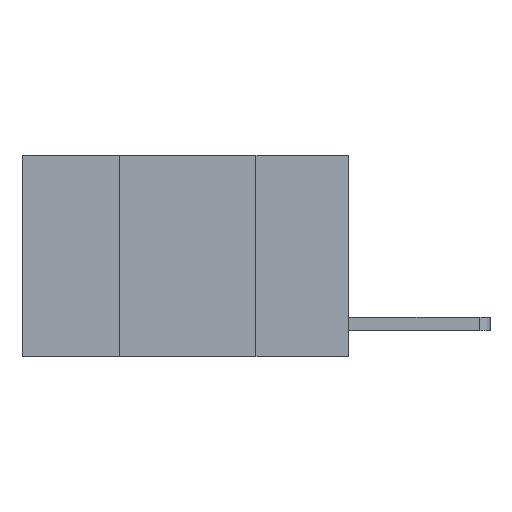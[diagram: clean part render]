
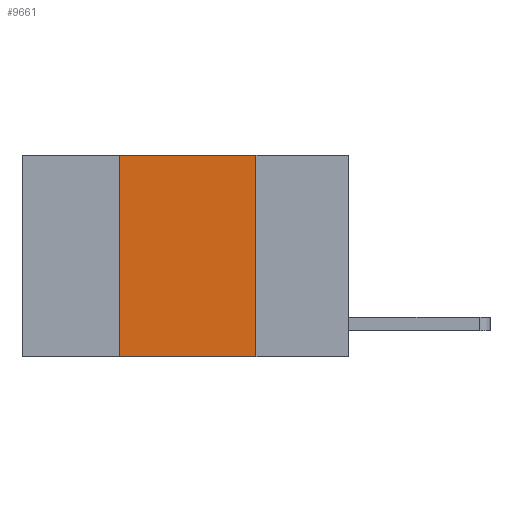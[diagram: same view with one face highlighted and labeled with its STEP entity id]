
A CAD part, left-side view. The second image highlights one B-rep face of the part: STEP entity #9661.
In plain terms, the highlighted planar face has unit normal (-1, 0, 0).
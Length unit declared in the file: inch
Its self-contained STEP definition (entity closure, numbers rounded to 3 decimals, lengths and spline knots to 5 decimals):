
#15 = EDGE_CURVE ( 'NONE', #6287, #91, #8161, .T. ) ;
#91 = VERTEX_POINT ( 'NONE', #7383 ) ;
#683 = VECTOR ( 'NONE', #6001, 39.37008 ) ;
#746 = FACE_OUTER_BOUND ( 'NONE', #6908, .T. ) ;
#1131 = AXIS2_PLACEMENT_3D ( 'NONE', #2856, #4556, #10368 ) ;
#1171 = PLANE ( 'NONE',  #1131 ) ;
#1380 = DIRECTION ( 'NONE',  ( 0., 0., 1. ) ) ;
#1629 = EDGE_CURVE ( 'NONE', #91, #6910, #2943, .T. ) ;
#1710 = CARTESIAN_POINT ( 'NONE',  ( 0., 0.17, 0. ) ) ;
#1780 = CARTESIAN_POINT ( 'NONE',  ( 0., 0.6, 0. ) ) ;
#2788 = LINE ( 'NONE', #3233, #4517 ) ;
#2825 = CARTESIAN_POINT ( 'NONE',  ( 0., 0.42, -0.37 ) ) ;
#2856 = CARTESIAN_POINT ( 'NONE',  ( 0., 0.6, 0. ) ) ;
#2943 = LINE ( 'NONE', #1780, #683 ) ;
#3233 = CARTESIAN_POINT ( 'NONE',  ( 0., 0.6, -0.37 ) ) ;
#3643 = VECTOR ( 'NONE', #1380, 39.37008 ) ;
#3673 = CARTESIAN_POINT ( 'NONE',  ( 0., 0.17, -0.37 ) ) ;
#4075 = DIRECTION ( 'NONE',  ( 0., -1., 0. ) ) ;
#4252 = DIRECTION ( 'NONE',  ( 0., 0., -1. ) ) ;
#4348 = VERTEX_POINT ( 'NONE', #3673 ) ;
#4517 = VECTOR ( 'NONE', #4075, 39.37008 ) ;
#4556 = DIRECTION ( 'NONE',  ( 1., 0., 0. ) ) ;
#5985 = LINE ( 'NONE', #1710, #10143 ) ;
#6001 = DIRECTION ( 'NONE',  ( 0., -1., 0. ) ) ;
#6287 = VERTEX_POINT ( 'NONE', #2825 ) ;
#6908 = EDGE_LOOP ( 'NONE', ( #8863, #8896, #8902, #8941 ) ) ;
#6910 = VERTEX_POINT ( 'NONE', #8716 ) ;
#7302 = CARTESIAN_POINT ( 'NONE',  ( 0., 0.42, 0. ) ) ;
#7383 = CARTESIAN_POINT ( 'NONE',  ( 0., 0.42, 0. ) ) ;
#8161 = LINE ( 'NONE', #7302, #3643 ) ;
#8532 = EDGE_CURVE ( 'NONE', #6910, #4348, #5985, .T. ) ;
#8716 = CARTESIAN_POINT ( 'NONE',  ( 0., 0.17, 0. ) ) ;
#8863 = ORIENTED_EDGE ( 'NONE', *, *, #8532, .F. ) ;
#8896 = ORIENTED_EDGE ( 'NONE', *, *, #1629, .F. ) ;
#8902 = ORIENTED_EDGE ( 'NONE', *, *, #15, .F. ) ;
#8941 = ORIENTED_EDGE ( 'NONE', *, *, #9283, .T. ) ;
#9283 = EDGE_CURVE ( 'NONE', #6287, #4348, #2788, .T. ) ;
#9661 = ADVANCED_FACE ( 'NONE', ( #746 ), #1171, .F. ) ;
#10143 = VECTOR ( 'NONE', #4252, 39.37008 ) ;
#10368 = DIRECTION ( 'NONE',  ( 0., 0., -1. ) ) ;
